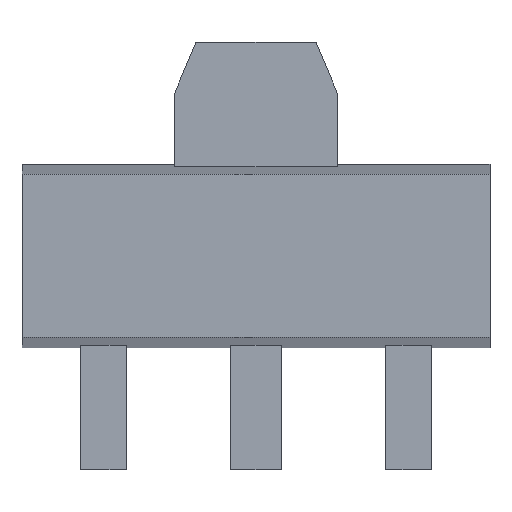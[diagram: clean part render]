
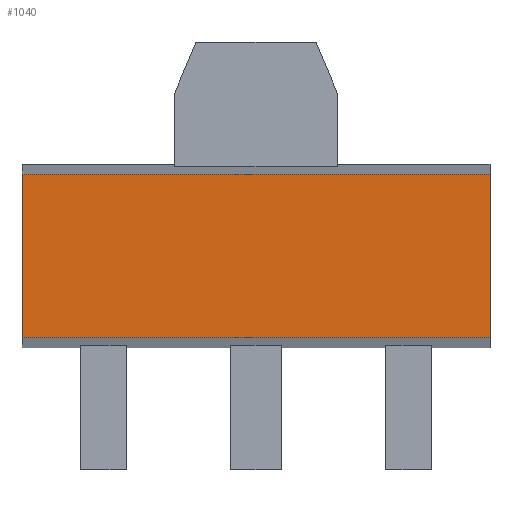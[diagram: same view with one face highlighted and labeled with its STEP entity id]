
A CAD part, top view. The second image highlights one B-rep face of the part: STEP entity #1040.
In plain terms, the highlighted planar face has unit normal (0, 0, 1).
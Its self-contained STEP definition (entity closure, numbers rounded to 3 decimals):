
#5 = CARTESIAN_POINT ( 'NONE',  ( -2.3, -0.802, 1.549 ) ) ;
#38 = DIRECTION ( 'NONE',  ( 0., -1., 0. ) ) ;
#164 = CARTESIAN_POINT ( 'NONE',  ( 2.3, -0.802, 1.549 ) ) ;
#251 = ORIENTED_EDGE ( 'NONE', *, *, #1212, .F. ) ;
#285 = VECTOR ( 'NONE', #38, 1000. ) ;
#294 = AXIS2_PLACEMENT_3D ( 'NONE', #1258, #534, #1244 ) ;
#315 = FACE_OUTER_BOUND ( 'NONE', #1320, .T. ) ;
#430 = LINE ( 'NONE', #789, #1443 ) ;
#460 = VERTEX_POINT ( 'NONE', #790 ) ;
#491 = EDGE_CURVE ( 'NONE', #460, #1001, #1398, .T. ) ;
#534 = DIRECTION ( 'NONE',  ( 0., 0., -1. ) ) ;
#573 = DIRECTION ( 'NONE',  ( -1., 0., 0. ) ) ;
#575 = VERTEX_POINT ( 'NONE', #1445 ) ;
#641 = PLANE ( 'NONE',  #294 ) ;
#652 = DIRECTION ( 'NONE',  ( -1., 0., 0. ) ) ;
#661 = CARTESIAN_POINT ( 'NONE',  ( 2.3, 0.802, 1.549 ) ) ;
#709 = ORIENTED_EDGE ( 'NONE', *, *, #711, .T. ) ;
#711 = EDGE_CURVE ( 'NONE', #1099, #460, #430, .T. ) ;
#771 = LINE ( 'NONE', #1043, #1288 ) ;
#789 = CARTESIAN_POINT ( 'NONE',  ( 2.3, 0.802, 1.549 ) ) ;
#790 = CARTESIAN_POINT ( 'NONE',  ( -2.3, 0.802, 1.549 ) ) ;
#799 = DIRECTION ( 'NONE',  ( 0., -1., 0. ) ) ;
#810 = CARTESIAN_POINT ( 'NONE',  ( -2.3, -0.802, 1.549 ) ) ;
#963 = VECTOR ( 'NONE', #799, 1000. ) ;
#987 = LINE ( 'NONE', #164, #285 ) ;
#1001 = VERTEX_POINT ( 'NONE', #5 ) ;
#1040 = ADVANCED_FACE ( 'NONE', ( #315 ), #641, .F. ) ;
#1043 = CARTESIAN_POINT ( 'NONE',  ( 2.3, -0.802, 1.549 ) ) ;
#1068 = ORIENTED_EDGE ( 'NONE', *, *, #491, .T. ) ;
#1099 = VERTEX_POINT ( 'NONE', #661 ) ;
#1110 = EDGE_CURVE ( 'NONE', #575, #1001, #771, .T. ) ;
#1212 = EDGE_CURVE ( 'NONE', #1099, #575, #987, .T. ) ;
#1244 = DIRECTION ( 'NONE',  ( 0., 1., 0. ) ) ;
#1258 = CARTESIAN_POINT ( 'NONE',  ( 2.3, -0.802, 1.549 ) ) ;
#1288 = VECTOR ( 'NONE', #652, 1000. ) ;
#1299 = ORIENTED_EDGE ( 'NONE', *, *, #1110, .F. ) ;
#1320 = EDGE_LOOP ( 'NONE', ( #1068, #1299, #251, #709 ) ) ;
#1398 = LINE ( 'NONE', #810, #963 ) ;
#1443 = VECTOR ( 'NONE', #573, 1000. ) ;
#1445 = CARTESIAN_POINT ( 'NONE',  ( 2.3, -0.802, 1.549 ) ) ;
